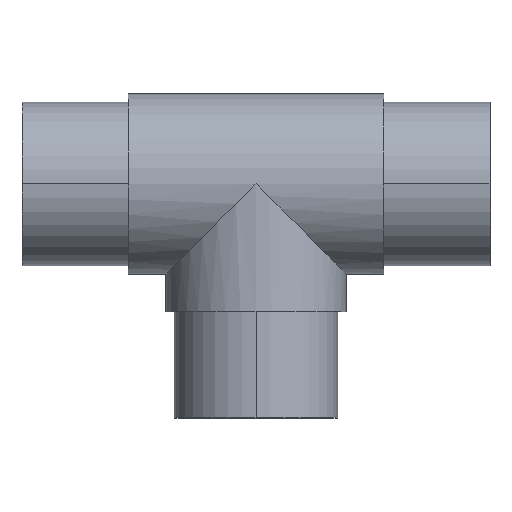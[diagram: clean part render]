
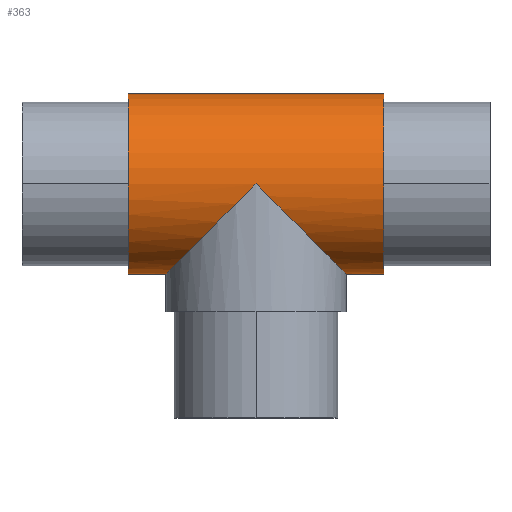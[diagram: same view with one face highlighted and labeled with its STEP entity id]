
A CAD part, top view. The second image highlights one B-rep face of the part: STEP entity #363.
In plain terms, the highlighted cylindrical face has radius 21.2 mm (diameter 42.4 mm), a partial arc.
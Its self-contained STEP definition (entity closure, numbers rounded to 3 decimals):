
#15 = AXIS2_PLACEMENT_3D ( 'NONE', #587, #482, #317 ) ;
#18 = LINE ( 'NONE', #236, #589 ) ;
#23 = VERTEX_POINT ( 'NONE', #30 ) ;
#26 = CARTESIAN_POINT ( 'NONE',  ( -30., 21.2, 0. ) ) ;
#30 = CARTESIAN_POINT ( 'NONE',  ( -30., 21.2, 0. ) ) ;
#45 = CARTESIAN_POINT ( 'NONE',  ( 21.2, -21.2, 0. ) ) ;
#52 = VECTOR ( 'NONE', #237, 1000. ) ;
#68 = CARTESIAN_POINT ( 'NONE',  ( 30., 21.2, 0. ) ) ;
#82 = LINE ( 'NONE', #26, #433 ) ;
#88 = CIRCLE ( 'NONE', #378, 21.2 ) ;
#112 = EDGE_CURVE ( 'NONE', #432, #642, #605, .T. ) ;
#113 = EDGE_CURVE ( 'NONE', #23, #246, #82, .T. ) ;
#120 = CARTESIAN_POINT ( 'NONE',  ( 0., 0., 21.2 ) ) ;
#147 = CIRCLE ( 'NONE', #15, 21.2 ) ;
#149 = CARTESIAN_POINT ( 'NONE',  ( -21.2, -21.2, 0. ) ) ;
#164 = CARTESIAN_POINT ( 'NONE',  ( -30., -21.2, 0. ) ) ;
#168 = VERTEX_POINT ( 'NONE', #193 ) ;
#172 = DIRECTION ( 'NONE',  ( 1., 0., 0. ) ) ;
#181 = CARTESIAN_POINT ( 'NONE',  ( -21.2, -21.2, 12.419 ) ) ;
#193 = CARTESIAN_POINT ( 'NONE',  ( 0., 0., 21.2 ) ) ;
#195 = ORIENTED_EDGE ( 'NONE', *, *, #259, .F. ) ;
#208 = CARTESIAN_POINT ( 'NONE',  ( -30., 0., 0. ) ) ;
#222 = CARTESIAN_POINT ( 'NONE',  ( -12.419, -12.419, 21.2 ) ) ;
#236 = CARTESIAN_POINT ( 'NONE',  ( -30., -21.2, 0. ) ) ;
#237 = DIRECTION ( 'NONE',  ( 1., 0., 0. ) ) ;
#246 = VERTEX_POINT ( 'NONE', #68 ) ;
#254 = CARTESIAN_POINT ( 'NONE',  ( 21.2, -21.2, 12.419 ) ) ;
#259 = EDGE_CURVE ( 'NONE', #246, #642, #88, .T. ) ;
#262 = CARTESIAN_POINT ( 'NONE',  ( 30., 0., 0. ) ) ;
#265 = DIRECTION ( 'NONE',  ( 0., 1., 0. ) ) ;
#287 = CARTESIAN_POINT ( 'NONE',  ( -30., -21.2, 0. ) ) ;
#300 = VERTEX_POINT ( 'NONE', #164 ) ;
#315 = AXIS2_PLACEMENT_3D ( 'NONE', #208, #321, #316 ) ;
#316 = DIRECTION ( 'NONE',  ( 0., 1., 0. ) ) ;
#317 = DIRECTION ( 'NONE',  ( 0., 1., 0. ) ) ;
#318 = ORIENTED_EDGE ( 'NONE', *, *, #113, .F. ) ;
#321 = DIRECTION ( 'NONE',  ( 1., 0., 0. ) ) ;
#330 = EDGE_CURVE ( 'NONE', #23, #300, #147, .T. ) ;
#331 = CARTESIAN_POINT ( 'NONE',  ( 21.2, -21.2, 0. ) ) ;
#343 = ORIENTED_EDGE ( 'NONE', *, *, #112, .T. ) ;
#357 =( BOUNDED_CURVE ( )  B_SPLINE_CURVE ( 3, ( #120, #222, #181, #430 ),
 .UNSPECIFIED., .F., .T. ) 
 B_SPLINE_CURVE_WITH_KNOTS ( ( 4, 4 ),
 ( 1.571, 3.142 ),
 .UNSPECIFIED. ) 
 CURVE ( )  GEOMETRIC_REPRESENTATION_ITEM ( )  RATIONAL_B_SPLINE_CURVE ( ( 1., 0.805, 0.805, 1. ) ) 
 REPRESENTATION_ITEM ( '' )  );
#363 = ADVANCED_FACE ( 'NONE', ( #538 ), #425, .T. ) ;
#376 = ORIENTED_EDGE ( 'NONE', *, *, #472, .T. ) ;
#378 = AXIS2_PLACEMENT_3D ( 'NONE', #262, #686, #265 ) ;
#425 = CYLINDRICAL_SURFACE ( 'NONE', #315, 21.2 ) ;
#430 = CARTESIAN_POINT ( 'NONE',  ( -21.2, -21.2, 0. ) ) ;
#432 = VERTEX_POINT ( 'NONE', #331 ) ;
#433 = VECTOR ( 'NONE', #444, 1000. ) ;
#444 = DIRECTION ( 'NONE',  ( 1., 0., 0. ) ) ;
#447 = CARTESIAN_POINT ( 'NONE',  ( 12.419, -12.419, 21.2 ) ) ;
#458 = ORIENTED_EDGE ( 'NONE', *, *, #498, .F. ) ;
#472 = EDGE_CURVE ( 'NONE', #300, #679, #18, .T. ) ;
#482 = DIRECTION ( 'NONE',  ( 1., 0., 0. ) ) ;
#498 = EDGE_CURVE ( 'NONE', #168, #679, #357, .T. ) ;
#500 = ORIENTED_EDGE ( 'NONE', *, *, #599, .F. ) ;
#505 = ORIENTED_EDGE ( 'NONE', *, *, #330, .T. ) ;
#510 = CARTESIAN_POINT ( 'NONE',  ( 0., 0., 21.2 ) ) ;
#537 = EDGE_LOOP ( 'NONE', ( #505, #376, #458, #500, #343, #195, #318 ) ) ;
#538 = FACE_OUTER_BOUND ( 'NONE', #537, .T. ) ;
#587 = CARTESIAN_POINT ( 'NONE',  ( -30., 0., 0. ) ) ;
#589 = VECTOR ( 'NONE', #172, 1000. ) ;
#599 = EDGE_CURVE ( 'NONE', #432, #168, #623, .T. ) ;
#605 = LINE ( 'NONE', #287, #52 ) ;
#623 =( BOUNDED_CURVE ( )  B_SPLINE_CURVE ( 3, ( #45, #254, #447, #510 ),
 .UNSPECIFIED., .F., .T. ) 
 B_SPLINE_CURVE_WITH_KNOTS ( ( 4, 4 ),
 ( 0., 1.571 ),
 .UNSPECIFIED. ) 
 CURVE ( )  GEOMETRIC_REPRESENTATION_ITEM ( )  RATIONAL_B_SPLINE_CURVE ( ( 1., 0.805, 0.805, 1. ) ) 
 REPRESENTATION_ITEM ( '' )  );
#642 = VERTEX_POINT ( 'NONE', #676 ) ;
#676 = CARTESIAN_POINT ( 'NONE',  ( 30., -21.2, 0. ) ) ;
#679 = VERTEX_POINT ( 'NONE', #149 ) ;
#686 = DIRECTION ( 'NONE',  ( 1., 0., 0. ) ) ;
